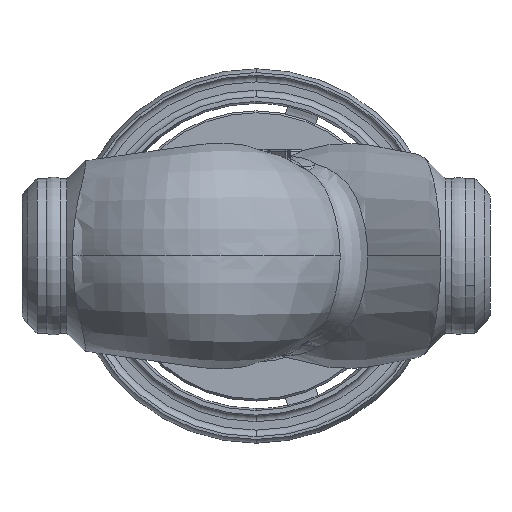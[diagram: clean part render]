
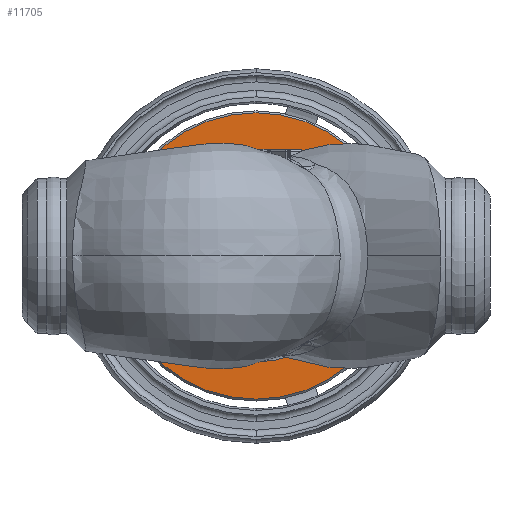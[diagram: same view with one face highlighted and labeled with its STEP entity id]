
A CAD part, front view. The second image highlights one B-rep face of the part: STEP entity #11705.
In plain terms, the highlighted planar face has unit normal (0, -1, 0).
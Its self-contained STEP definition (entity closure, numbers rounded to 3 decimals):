
#800 = EDGE_CURVE ( 'NONE', #21937, #14607, #45030, .T. ) ;
#1063 = CARTESIAN_POINT ( 'NONE',  ( 0., 180., 0. ) ) ;
#1366 = AXIS2_PLACEMENT_3D ( 'NONE', #1063, #42406, #21518 ) ;
#1701 = EDGE_CURVE ( 'NONE', #1831, #15940, #10044, .T. ) ;
#1831 = VERTEX_POINT ( 'NONE', #10974 ) ;
#2264 = EDGE_CURVE ( 'NONE', #14607, #21937, #44997, .T. ) ;
#3900 = ORIENTED_EDGE ( 'NONE', *, *, #34328, .F. ) ;
#4309 = DIRECTION ( 'NONE',  ( 0., -1., 0. ) ) ;
#5551 = CARTESIAN_POINT ( 'NONE',  ( 0., 180., -113.201 ) ) ;
#6189 = DIRECTION ( 'NONE',  ( 0., 0., 1. ) ) ;
#6888 = CARTESIAN_POINT ( 'NONE',  ( 0., 180., 153. ) ) ;
#7985 = CIRCLE ( 'NONE', #35479, 113.201 ) ;
#9530 = CARTESIAN_POINT ( 'NONE',  ( 0., 180., 0. ) ) ;
#10044 = CIRCLE ( 'NONE', #38064, 113.201 ) ;
#10974 = CARTESIAN_POINT ( 'NONE',  ( 0., 180., 113.201 ) ) ;
#11705 = ADVANCED_FACE ( 'NONE', ( #15439, #42158 ), #19724, .F. ) ;
#13683 = DIRECTION ( 'NONE',  ( 0., -1., 0. ) ) ;
#14215 = CARTESIAN_POINT ( 'NONE',  ( 0., 180., -153. ) ) ;
#14607 = VERTEX_POINT ( 'NONE', #14215 ) ;
#15439 = FACE_OUTER_BOUND ( 'NONE', #34188, .T. ) ;
#15940 = VERTEX_POINT ( 'NONE', #5551 ) ;
#16190 = ORIENTED_EDGE ( 'NONE', *, *, #1701, .F. ) ;
#19724 = PLANE ( 'NONE',  #43313 ) ;
#21518 = DIRECTION ( 'NONE',  ( 0., 0., 1. ) ) ;
#21937 = VERTEX_POINT ( 'NONE', #6888 ) ;
#25128 = DIRECTION ( 'NONE',  ( 0., 0., -1. ) ) ;
#27309 = EDGE_LOOP ( 'NONE', ( #3900, #16190 ) ) ;
#28644 = CARTESIAN_POINT ( 'NONE',  ( 0., 180., 0. ) ) ;
#30421 = DIRECTION ( 'NONE',  ( 0., -1., 0. ) ) ;
#33120 = DIRECTION ( 'NONE',  ( 0., 1., 0. ) ) ;
#34188 = EDGE_LOOP ( 'NONE', ( #38116, #36923 ) ) ;
#34328 = EDGE_CURVE ( 'NONE', #15940, #1831, #7985, .T. ) ;
#34531 = AXIS2_PLACEMENT_3D ( 'NONE', #9530, #30421, #6189 ) ;
#34582 = CARTESIAN_POINT ( 'NONE',  ( 0., 180., 0. ) ) ;
#35479 = AXIS2_PLACEMENT_3D ( 'NONE', #34582, #13683, #38086 ) ;
#36923 = ORIENTED_EDGE ( 'NONE', *, *, #2264, .T. ) ;
#38064 = AXIS2_PLACEMENT_3D ( 'NONE', #28644, #4309, #25128 ) ;
#38086 = DIRECTION ( 'NONE',  ( 0., 0., -1. ) ) ;
#38116 = ORIENTED_EDGE ( 'NONE', *, *, #800, .T. ) ;
#42158 = FACE_BOUND ( 'NONE', #27309, .T. ) ;
#42406 = DIRECTION ( 'NONE',  ( 0., -1., 0. ) ) ;
#42560 = CARTESIAN_POINT ( 'NONE',  ( -155., 180., 0. ) ) ;
#43313 = AXIS2_PLACEMENT_3D ( 'NONE', #42560, #33120, #43787 ) ;
#43787 = DIRECTION ( 'NONE',  ( 0., 0., 1. ) ) ;
#44997 = CIRCLE ( 'NONE', #1366, 153. ) ;
#45030 = CIRCLE ( 'NONE', #34531, 153. ) ;
